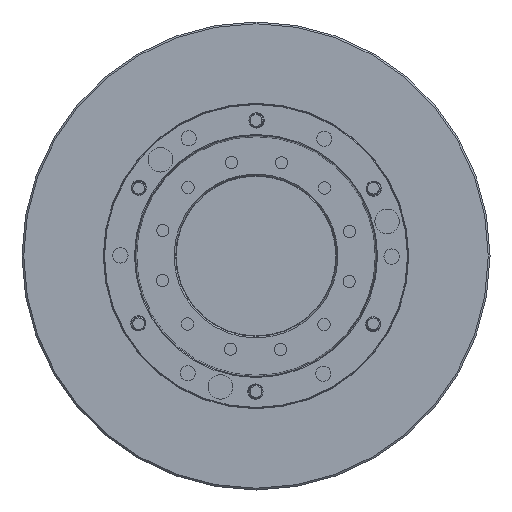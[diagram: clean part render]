
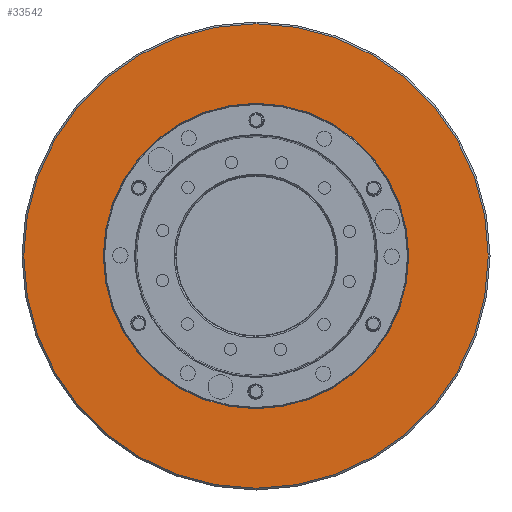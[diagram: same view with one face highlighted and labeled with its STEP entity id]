
A CAD part, left-side view. The second image highlights one B-rep face of the part: STEP entity #33542.
In plain terms, the highlighted planar face has unit normal (-1, 0, 0).
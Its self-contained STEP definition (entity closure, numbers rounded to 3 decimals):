
#408 = VERTEX_POINT ( 'NONE', #32017 ) ;
#1116 = EDGE_LOOP ( 'NONE', ( #20726, #22277 ) ) ;
#1125 = CARTESIAN_POINT ( 'NONE',  ( 0., 400., 0. ) ) ;
#1568 = ORIENTED_EDGE ( 'NONE', *, *, #26624, .T. ) ;
#2308 = VERTEX_POINT ( 'NONE', #7625 ) ;
#3727 = CARTESIAN_POINT ( 'NONE',  ( 0., 0., 261. ) ) ;
#3741 = EDGE_CURVE ( 'NONE', #17583, #20047, #22390, .T. ) ;
#4958 = CIRCLE ( 'NONE', #12039, 397. ) ;
#6230 = CIRCLE ( 'NONE', #13112, 261. ) ;
#6666 = EDGE_CURVE ( 'NONE', #20047, #17583, #6230, .T. ) ;
#6805 = DIRECTION ( 'NONE',  ( -1., 0., 0. ) ) ;
#7625 = CARTESIAN_POINT ( 'NONE',  ( 0., 0., 397. ) ) ;
#7713 = DIRECTION ( 'NONE',  ( 1., 0., 0. ) ) ;
#8735 = EDGE_CURVE ( 'NONE', #2308, #408, #11474, .T. ) ;
#11474 = CIRCLE ( 'NONE', #12071, 397. ) ;
#11680 = PLANE ( 'NONE',  #23143 ) ;
#12039 = AXIS2_PLACEMENT_3D ( 'NONE', #22451, #6805, #25108 ) ;
#12071 = AXIS2_PLACEMENT_3D ( 'NONE', #28081, #12445, #30713 ) ;
#12445 = DIRECTION ( 'NONE',  ( -1., 0., 0. ) ) ;
#13112 = AXIS2_PLACEMENT_3D ( 'NONE', #13916, #32200, #16538 ) ;
#13916 = CARTESIAN_POINT ( 'NONE',  ( 0., 0., 0. ) ) ;
#14305 = DIRECTION ( 'NONE',  ( -1., 0., 0. ) ) ;
#16117 = CARTESIAN_POINT ( 'NONE',  ( 0., 0., -261. ) ) ;
#16538 = DIRECTION ( 'NONE',  ( 0., 0., 1. ) ) ;
#17583 = VERTEX_POINT ( 'NONE', #3727 ) ;
#18795 = FACE_BOUND ( 'NONE', #1116, .T. ) ;
#20047 = VERTEX_POINT ( 'NONE', #16117 ) ;
#20726 = ORIENTED_EDGE ( 'NONE', *, *, #3741, .T. ) ;
#22277 = ORIENTED_EDGE ( 'NONE', *, *, #6666, .T. ) ;
#22390 = CIRCLE ( 'NONE', #30218, 261. ) ;
#22451 = CARTESIAN_POINT ( 'NONE',  ( 0., 0., 0. ) ) ;
#23143 = AXIS2_PLACEMENT_3D ( 'NONE', #1125, #14305, #32589 ) ;
#23368 = CARTESIAN_POINT ( 'NONE',  ( 0., 0., 0. ) ) ;
#23392 = ORIENTED_EDGE ( 'NONE', *, *, #8735, .T. ) ;
#25108 = DIRECTION ( 'NONE',  ( 0., 0., 1. ) ) ;
#25988 = DIRECTION ( 'NONE',  ( 0., 0., 1. ) ) ;
#26624 = EDGE_CURVE ( 'NONE', #408, #2308, #4958, .T. ) ;
#28081 = CARTESIAN_POINT ( 'NONE',  ( 0., 0., 0. ) ) ;
#30218 = AXIS2_PLACEMENT_3D ( 'NONE', #23368, #7713, #25988 ) ;
#30713 = DIRECTION ( 'NONE',  ( 0., 0., 1. ) ) ;
#32017 = CARTESIAN_POINT ( 'NONE',  ( 0., 0., -397. ) ) ;
#32200 = DIRECTION ( 'NONE',  ( 1., 0., 0. ) ) ;
#32589 = DIRECTION ( 'NONE',  ( 0., 0., 1. ) ) ;
#33469 = EDGE_LOOP ( 'NONE', ( #1568, #23392 ) ) ;
#33534 = FACE_OUTER_BOUND ( 'NONE', #33469, .T. ) ;
#33542 = ADVANCED_FACE ( 'NONE', ( #18795, #33534 ), #11680, .T. ) ;
